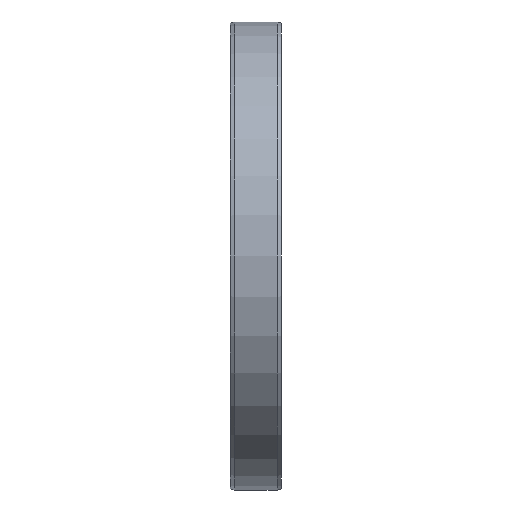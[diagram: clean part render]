
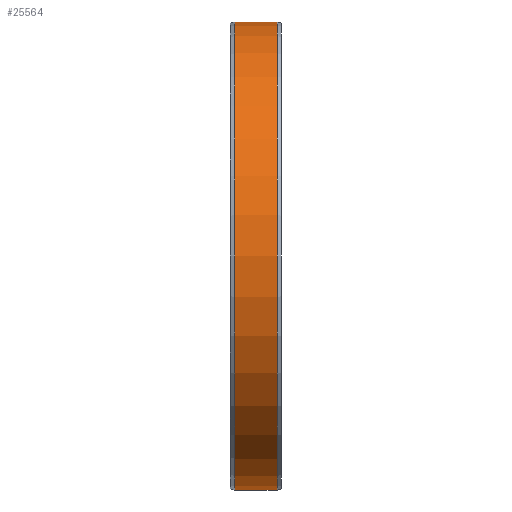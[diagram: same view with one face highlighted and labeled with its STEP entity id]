
A CAD part, left-side view. The second image highlights one B-rep face of the part: STEP entity #25564.
In plain terms, the highlighted cylindrical face has radius 55 mm (diameter 110 mm), a partial arc.
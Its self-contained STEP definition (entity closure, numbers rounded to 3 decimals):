
#24840=CARTESIAN_POINT('',(0.,-5.,0.));
#24841=DIRECTION('',(0.,1.,0.));
#24842=DIRECTION('',(0.,0.,-1.));
#24843=AXIS2_PLACEMENT_3D('',#24840,#24841,#24842);
#24848=DIRECTION('',(0.,1.,0.));
#24849=VECTOR('',#24848,10.);
#24850=CARTESIAN_POINT('',(0.,-5.,-55.));
#24851=LINE('',#24850,#24849);
#24863=DIRECTION('',(0.,1.,0.));
#24864=VECTOR('',#24863,10.);
#24865=CARTESIAN_POINT('',(0.,-5.,55.));
#24866=LINE('',#24865,#24864);
#24892=CARTESIAN_POINT('',(0.,5.,0.));
#24893=DIRECTION('',(0.,1.,0.));
#24894=DIRECTION('',(0.,0.,-1.));
#24895=AXIS2_PLACEMENT_3D('',#24892,#24893,#24894);
#25201=CARTESIAN_POINT('',(0.,-5.,-55.));
#25203=VERTEX_POINT('',#25201);
#25204=CARTESIAN_POINT('',(0.,5.,-55.));
#25205=VERTEX_POINT('',#25204);
#25245=CARTESIAN_POINT('',(0.,-5.,55.));
#25247=VERTEX_POINT('',#25245);
#25248=CARTESIAN_POINT('',(0.,5.,55.));
#25249=VERTEX_POINT('',#25248);
#25550=CARTESIAN_POINT('',(0.,-6.6,0.));
#25551=DIRECTION('',(0.,1.,0.));
#25552=DIRECTION('',(0.,0.,-1.));
#25553=AXIS2_PLACEMENT_3D('',#25550,#25551,#25552);
#25554=CYLINDRICAL_SURFACE('',#25553,55.);
#25556=ORIENTED_EDGE('',*,*,#25555,.T.);
#25558=ORIENTED_EDGE('',*,*,#25557,.T.);
#25560=ORIENTED_EDGE('',*,*,#25559,.F.);
#25561=ORIENTED_EDGE('',*,*,#25543,.F.);
#25562=EDGE_LOOP('',(#25556,#25558,#25560,#25561));
#25563=FACE_OUTER_BOUND('',#25562,.F.);
#24844=CIRCLE('',#24843,55.);
#24896=CIRCLE('',#24895,55.);
#25543=EDGE_CURVE('',#25203,#25247,#24844,.T.);
#25555=EDGE_CURVE('',#25203,#25205,#24851,.T.);
#25557=EDGE_CURVE('',#25205,#25249,#24896,.T.);
#25559=EDGE_CURVE('',#25247,#25249,#24866,.T.);
#25564=ADVANCED_FACE('',(#25563),#25554,.T.);
